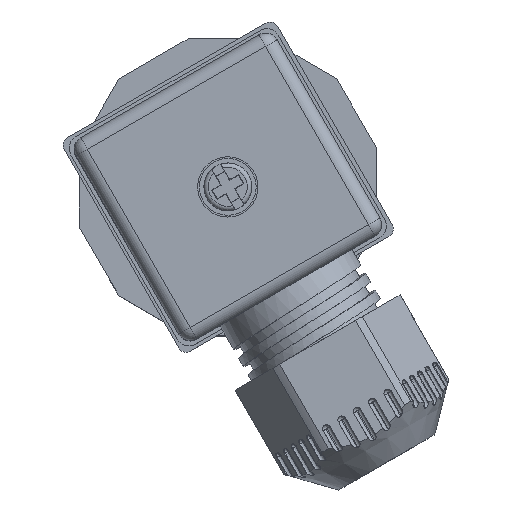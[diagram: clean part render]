
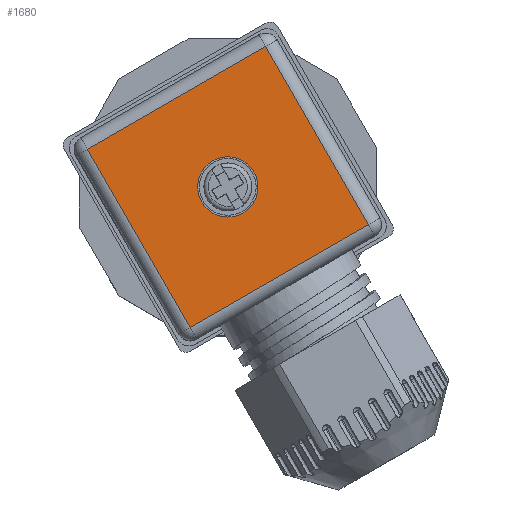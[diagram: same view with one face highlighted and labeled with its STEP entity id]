
A CAD part, top view. The second image highlights one B-rep face of the part: STEP entity #1680.
In plain terms, the highlighted planar face has unit normal (0, 0, 1).
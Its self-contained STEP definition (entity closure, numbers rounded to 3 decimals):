
#1680=ADVANCED_FACE('',(#3775,#3777),#3779,.T.);
#3775=FACE_BOUND('',#3776,.T.);
#3776=EDGE_LOOP('',(#10160));
#3777=FACE_OUTER_BOUND('',#3778,.T.);
#3778=EDGE_LOOP('',(#10161,#10162,#10163,#10164));
#3779=PLANE('',#3780);
#3780=AXIS2_PLACEMENT_3D('',#3781,#3782,#3783);
#3781=CARTESIAN_POINT('',(0.,0.,27.));
#3782=DIRECTION('',(0.,0.,1.));
#3783=DIRECTION('',(1.,0.,0.));
#10160=ORIENTED_EDGE('',*,*,#13335,.T.);
#10161=ORIENTED_EDGE('',*,*,#13373,.T.);
#10162=ORIENTED_EDGE('',*,*,#13374,.T.);
#10163=ORIENTED_EDGE('',*,*,#13375,.T.);
#10164=ORIENTED_EDGE('',*,*,#13376,.T.);
#13335=EDGE_CURVE('',#15538,#15538,#15539,.F.);
#13373=EDGE_CURVE('',#15613,#15614,#15615,.T.);
#13374=EDGE_CURVE('',#15614,#15616,#15617,.T.);
#13375=EDGE_CURVE('',#15616,#15618,#15619,.T.);
#13376=EDGE_CURVE('',#15618,#15613,#15620,.T.);
#15538=VERTEX_POINT('',#21047);
#15539=CIRCLE('',#21048,3.4);
#15613=VERTEX_POINT('',#21203);
#15614=VERTEX_POINT('',#21204);
#15615=LINE('',#21205,#21206);
#15616=VERTEX_POINT('',#21208);
#15617=LINE('',#21209,#21210);
#15618=VERTEX_POINT('',#21212);
#15619=LINE('',#21213,#21214);
#15620=LINE('',#21216,#21217);
#21047=CARTESIAN_POINT('',(3.4,0.,27.));
#21048=AXIS2_PLACEMENT_3D('',#21049,#21050,#21051);
#21049=CARTESIAN_POINT('',(0.,0.,27.));
#21050=DIRECTION('',(0.,0.,1.));
#21051=DIRECTION('',(1.,0.,0.));
#21203=CARTESIAN_POINT('',(11.6,11.6,27.));
#21204=CARTESIAN_POINT('',(-11.6,11.6,27.));
#21205=CARTESIAN_POINT('',(11.6,11.6,27.));
#21206=VECTOR('',#21207,1.);
#21207=DIRECTION('',(-1.,0.,0.));
#21208=CARTESIAN_POINT('',(-11.6,-11.6,27.));
#21209=CARTESIAN_POINT('',(-11.6,11.6,27.));
#21210=VECTOR('',#21211,1.);
#21211=DIRECTION('',(0.,-1.,0.));
#21212=CARTESIAN_POINT('',(11.6,-11.6,27.));
#21213=CARTESIAN_POINT('',(-11.6,-11.6,27.));
#21214=VECTOR('',#21215,1.);
#21215=DIRECTION('',(1.,0.,0.));
#21216=CARTESIAN_POINT('',(11.6,-11.6,27.));
#21217=VECTOR('',#21218,1.);
#21218=DIRECTION('',(0.,1.,0.));
